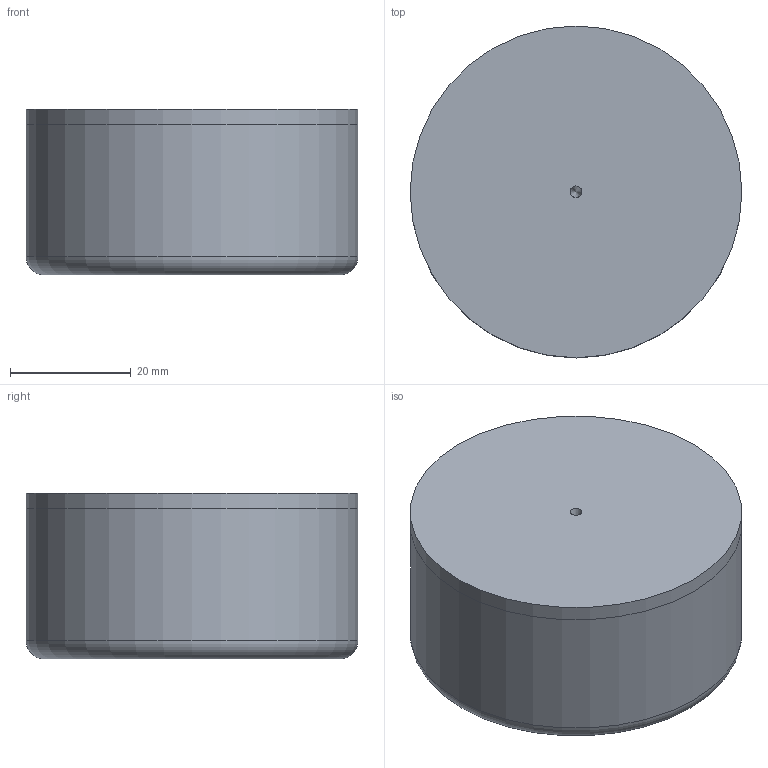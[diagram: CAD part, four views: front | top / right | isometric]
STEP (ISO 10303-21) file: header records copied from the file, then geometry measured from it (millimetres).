
FILE_DESCRIPTION(/* description */ (''),/* implementation_level */ '2;1');
FILE_NAME(/* name */ 'O-Ring.step',/* time_stamp */ '2021-12-15T15:48:47+01:00',/* author */ (''),/* organization */ (''),/* preprocessor_version */ 'ST-DEVELOPER v18.1',/* originating_system */ 'Autodesk Translation Framework v10.10.0.1391',/* authorisation */ '');
FILE_SCHEMA (('AUTOMOTIVE_DESIGN { 1 0 10303 214 3 1 1 }'));
Length unit declared in the file: millimetre
Products named in the file (3): O-Ring; Komponente1; Komponente2
Assembly tree (2 placements, depth 2):
  O-Ring
    Komponente1
    Komponente2
Bounding box: 55 x 55 x 27.5 mm (x, y, z)
Volume: 28583 mm3; surface area: 18390.4 mm2
Topology: 2 solids, 2 shells, 17 faces, 30 edges, 20 vertices
Faces by surface type: plane 7, cylinder 6, torus 3, cone 1
Full cylindrical faces by diameter (mm): 39 x1, 46 x2, 47.8 x1, 55 x2
Entity records: 530 total; most frequent: DIRECTION 97, CARTESIAN_POINT 72, ORIENTED_EDGE 60, AXIS2_PLACEMENT_3D 45, EDGE_CURVE 30, CIRCLE 23, EDGE_LOOP 22, VERTEX_POINT 20
